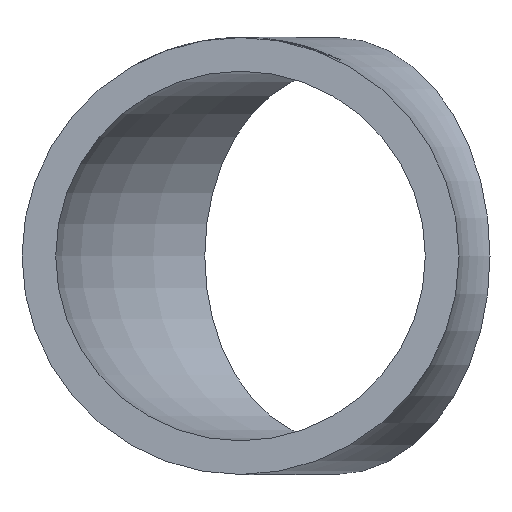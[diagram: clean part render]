
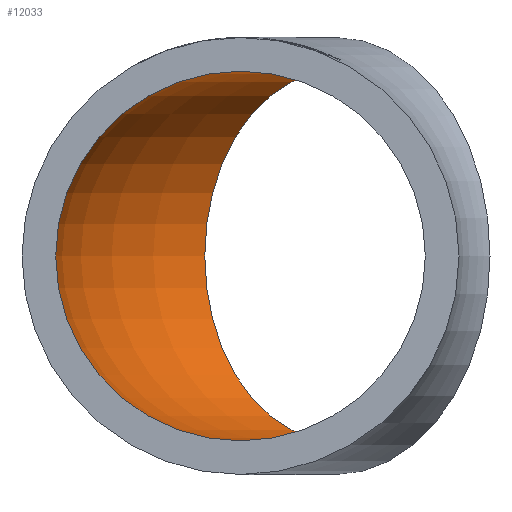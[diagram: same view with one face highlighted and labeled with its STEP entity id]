
A CAD part, front view. The second image highlights one B-rep face of the part: STEP entity #12033.
In plain terms, the highlighted toroidal (fillet/blend) face has major radius 25 mm and minor radius 14.25 mm.
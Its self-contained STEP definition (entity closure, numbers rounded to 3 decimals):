
#3 = EDGE_CURVE ( 'NONE', #8195, #8195, #16625, .T. ) ;
#4 = EDGE_CURVE ( 'NONE', #2414, #2414, #5492, .T. ) ;
#81 = DIRECTION ( 'NONE',  ( -0.707, 0.707, 0. ) ) ;
#1043 = DIRECTION ( 'NONE',  ( 0., 0., -1. ) ) ;
#2075 = DIRECTION ( 'NONE',  ( -1., 0., 0. ) ) ;
#2153 = AXIS2_PLACEMENT_3D ( 'NONE', #11675, #4051, #81 ) ;
#2414 = VERTEX_POINT ( 'NONE', #13647 ) ;
#2449 = FACE_OUTER_BOUND ( 'NONE', #12423, .T. ) ;
#4021 = ORIENTED_EDGE ( 'NONE', *, *, #4, .T. ) ;
#4051 = DIRECTION ( 'NONE',  ( 0.707, 0.707, 0. ) ) ;
#4140 = CARTESIAN_POINT ( 'NONE',  ( -25., 0., 0. ) ) ;
#5492 = CIRCLE ( 'NONE', #2153, 14.25 ) ;
#8195 = VERTEX_POINT ( 'NONE', #16836 ) ;
#11675 = CARTESIAN_POINT ( 'NONE',  ( -17.678, 17.678, 0. ) ) ;
#12033 = ADVANCED_FACE ( 'NONE', ( #2449, #16507 ), #12920, .F. ) ;
#12423 = EDGE_LOOP ( 'NONE', ( #4021 ) ) ;
#12920 = TOROIDAL_SURFACE ( 'NONE', #18621, 25., 14.25 ) ;
#13647 = CARTESIAN_POINT ( 'NONE',  ( -27.754, 27.754, 0. ) ) ;
#14160 = DIRECTION ( 'NONE',  ( 0., 1., 0. ) ) ;
#14260 = ORIENTED_EDGE ( 'NONE', *, *, #3, .F. ) ;
#15094 = CARTESIAN_POINT ( 'NONE',  ( 0., 0., 0. ) ) ;
#15803 = EDGE_LOOP ( 'NONE', ( #14260 ) ) ;
#16507 = FACE_OUTER_BOUND ( 'NONE', #15803, .T. ) ;
#16625 = CIRCLE ( 'NONE', #18405, 14.25 ) ;
#16836 = CARTESIAN_POINT ( 'NONE',  ( -25., 0., 14.25 ) ) ;
#18405 = AXIS2_PLACEMENT_3D ( 'NONE', #4140, #14160, #18636 ) ;
#18621 = AXIS2_PLACEMENT_3D ( 'NONE', #15094, #1043, #2075 ) ;
#18636 = DIRECTION ( 'NONE',  ( 0., 0., 1. ) ) ;
